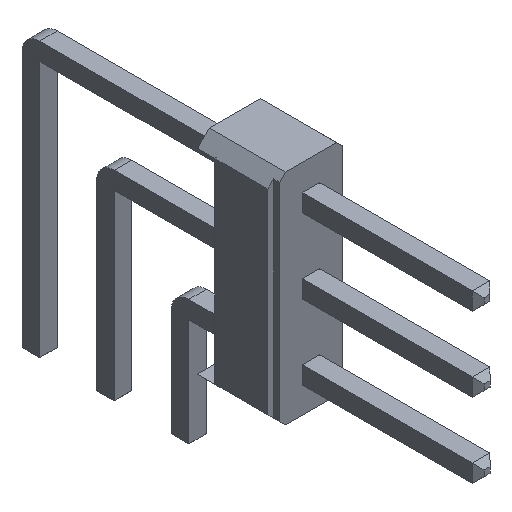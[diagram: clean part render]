
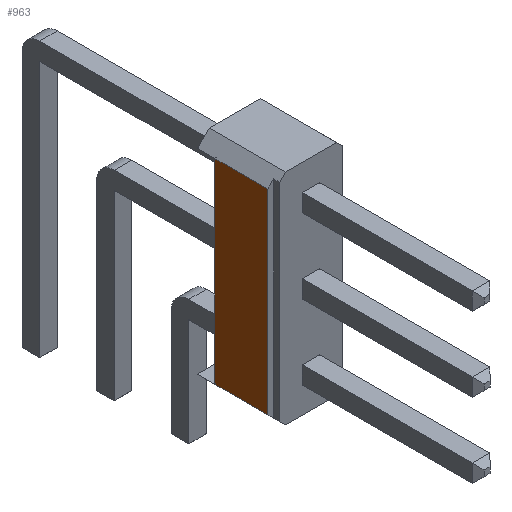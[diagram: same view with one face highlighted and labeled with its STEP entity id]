
A CAD part, isometric view. The second image highlights one B-rep face of the part: STEP entity #963.
In plain terms, the highlighted planar face has unit normal (-1, 0, 0).
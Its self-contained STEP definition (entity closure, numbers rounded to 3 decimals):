
#72 = PLANE('',#73);
#73 = AXIS2_PLACEMENT_3D('',#74,#75,#76);
#74 = CARTESIAN_POINT('',(-1.07,-6.64,7.26));
#75 = DIRECTION('',(-0.707,0.,0.707));
#76 = DIRECTION('',(0.,1.,0.));
#271 = VERTEX_POINT('',#272);
#272 = CARTESIAN_POINT('',(-1.27,-9.04,7.06));
#286 = PLANE('',#287);
#287 = AXIS2_PLACEMENT_3D('',#288,#289,#290);
#288 = CARTESIAN_POINT('',(-1.312,-9.04,3.712));
#289 = DIRECTION('',(0.,1.,0.));
#290 = DIRECTION('',(0.,0.,1.));
#298 = EDGE_CURVE('',#299,#271,#301,.T.);
#299 = VERTEX_POINT('',#300);
#300 = CARTESIAN_POINT('',(-1.27,-7.24,7.06));
#301 = SURFACE_CURVE('',#302,(#306,#313),.PCURVE_S1.);
#302 = LINE('',#303,#304);
#303 = CARTESIAN_POINT('',(-1.27,-6.64,7.06));
#304 = VECTOR('',#305,1.);
#305 = DIRECTION('',(0.,-1.,0.));
#306 = PCURVE('',#72,#307);
#307 = DEFINITIONAL_REPRESENTATION('',(#308),#312);
#308 = LINE('',#309,#310);
#309 = CARTESIAN_POINT('',(0.,0.283));
#310 = VECTOR('',#311,1.);
#311 = DIRECTION('',(-1.,0.));
#312 = ( GEOMETRIC_REPRESENTATION_CONTEXT(2) 
PARAMETRIC_REPRESENTATION_CONTEXT() REPRESENTATION_CONTEXT('2D SPACE',''
  ) );
#313 = PCURVE('',#314,#319);
#314 = PLANE('',#315);
#315 = AXIS2_PLACEMENT_3D('',#316,#317,#318);
#316 = CARTESIAN_POINT('',(-1.27,-6.64,0.));
#317 = DIRECTION('',(-1.,0.,0.));
#318 = DIRECTION('',(0.,0.,1.));
#319 = DEFINITIONAL_REPRESENTATION('',(#320),#324);
#320 = LINE('',#321,#322);
#321 = CARTESIAN_POINT('',(7.06,0.));
#322 = VECTOR('',#323,1.);
#323 = DIRECTION('',(0.,-1.));
#324 = ( GEOMETRIC_REPRESENTATION_CONTEXT(2) 
PARAMETRIC_REPRESENTATION_CONTEXT() REPRESENTATION_CONTEXT('2D SPACE',''
  ) );
#581 = PLANE('',#582);
#582 = AXIS2_PLACEMENT_3D('',#583,#584,#585);
#583 = CARTESIAN_POINT('',(-1.07,-6.64,0.2));
#584 = DIRECTION('',(-0.707,0.,-0.707
    ));
#585 = DIRECTION('',(0.,-1.,0.));
#951 = PLANE('',#952);
#952 = AXIS2_PLACEMENT_3D('',#953,#954,#955);
#953 = CARTESIAN_POINT('',(-0.057,-7.24,3.73));
#954 = DIRECTION('',(0.,-1.,0.));
#955 = DIRECTION('',(0.,0.,-1.));
#963 = ADVANCED_FACE('',(#964),#314,.T.);
#964 = FACE_BOUND('',#965,.T.);
#965 = EDGE_LOOP('',(#966,#989,#1012,#1033));
#966 = ORIENTED_EDGE('',*,*,#967,.F.);
#967 = EDGE_CURVE('',#968,#299,#970,.T.);
#968 = VERTEX_POINT('',#969);
#969 = CARTESIAN_POINT('',(-1.27,-7.24,0.4));
#970 = SURFACE_CURVE('',#971,(#975,#982),.PCURVE_S1.);
#971 = LINE('',#972,#973);
#972 = CARTESIAN_POINT('',(-1.27,-7.24,1.865));
#973 = VECTOR('',#974,1.);
#974 = DIRECTION('',(0.,0.,1.));
#975 = PCURVE('',#314,#976);
#976 = DEFINITIONAL_REPRESENTATION('',(#977),#981);
#977 = LINE('',#978,#979);
#978 = CARTESIAN_POINT('',(1.865,-0.6));
#979 = VECTOR('',#980,1.);
#980 = DIRECTION('',(1.,0.));
#981 = ( GEOMETRIC_REPRESENTATION_CONTEXT(2) 
PARAMETRIC_REPRESENTATION_CONTEXT() REPRESENTATION_CONTEXT('2D SPACE',''
  ) );
#982 = PCURVE('',#951,#983);
#983 = DEFINITIONAL_REPRESENTATION('',(#984),#988);
#984 = LINE('',#985,#986);
#985 = CARTESIAN_POINT('',(1.865,-1.213));
#986 = VECTOR('',#987,1.);
#987 = DIRECTION('',(-1.,0.));
#988 = ( GEOMETRIC_REPRESENTATION_CONTEXT(2) 
PARAMETRIC_REPRESENTATION_CONTEXT() REPRESENTATION_CONTEXT('2D SPACE',''
  ) );
#989 = ORIENTED_EDGE('',*,*,#990,.T.);
#990 = EDGE_CURVE('',#968,#991,#993,.T.);
#991 = VERTEX_POINT('',#992);
#992 = CARTESIAN_POINT('',(-1.27,-9.04,0.4));
#993 = SURFACE_CURVE('',#994,(#998,#1005),.PCURVE_S1.);
#994 = LINE('',#995,#996);
#995 = CARTESIAN_POINT('',(-1.27,-6.64,0.4));
#996 = VECTOR('',#997,1.);
#997 = DIRECTION('',(0.,-1.,0.));
#998 = PCURVE('',#314,#999);
#999 = DEFINITIONAL_REPRESENTATION('',(#1000),#1004);
#1000 = LINE('',#1001,#1002);
#1001 = CARTESIAN_POINT('',(0.4,0.));
#1002 = VECTOR('',#1003,1.);
#1003 = DIRECTION('',(0.,-1.));
#1004 = ( GEOMETRIC_REPRESENTATION_CONTEXT(2) 
PARAMETRIC_REPRESENTATION_CONTEXT() REPRESENTATION_CONTEXT('2D SPACE',''
  ) );
#1005 = PCURVE('',#581,#1006);
#1006 = DEFINITIONAL_REPRESENTATION('',(#1007),#1011);
#1007 = LINE('',#1008,#1009);
#1008 = CARTESIAN_POINT('',(0.,0.283));
#1009 = VECTOR('',#1010,1.);
#1010 = DIRECTION('',(1.,0.));
#1011 = ( GEOMETRIC_REPRESENTATION_CONTEXT(2) 
PARAMETRIC_REPRESENTATION_CONTEXT() REPRESENTATION_CONTEXT('2D SPACE',''
  ) );
#1012 = ORIENTED_EDGE('',*,*,#1013,.F.);
#1013 = EDGE_CURVE('',#271,#991,#1014,.T.);
#1014 = SURFACE_CURVE('',#1015,(#1019,#1026),.PCURVE_S1.);
#1015 = LINE('',#1016,#1017);
#1016 = CARTESIAN_POINT('',(-1.27,-9.04,1.856));
#1017 = VECTOR('',#1018,1.);
#1018 = DIRECTION('',(0.,0.,-1.));
#1019 = PCURVE('',#314,#1020);
#1020 = DEFINITIONAL_REPRESENTATION('',(#1021),#1025);
#1021 = LINE('',#1022,#1023);
#1022 = CARTESIAN_POINT('',(1.856,-2.4));
#1023 = VECTOR('',#1024,1.);
#1024 = DIRECTION('',(-1.,0.));
#1025 = ( GEOMETRIC_REPRESENTATION_CONTEXT(2) 
PARAMETRIC_REPRESENTATION_CONTEXT() REPRESENTATION_CONTEXT('2D SPACE',''
  ) );
#1026 = PCURVE('',#286,#1027);
#1027 = DEFINITIONAL_REPRESENTATION('',(#1028),#1032);
#1028 = LINE('',#1029,#1030);
#1029 = CARTESIAN_POINT('',(-1.856,0.042));
#1030 = VECTOR('',#1031,1.);
#1031 = DIRECTION('',(-1.,0.));
#1032 = ( GEOMETRIC_REPRESENTATION_CONTEXT(2) 
PARAMETRIC_REPRESENTATION_CONTEXT() REPRESENTATION_CONTEXT('2D SPACE',''
  ) );
#1033 = ORIENTED_EDGE('',*,*,#298,.F.);
